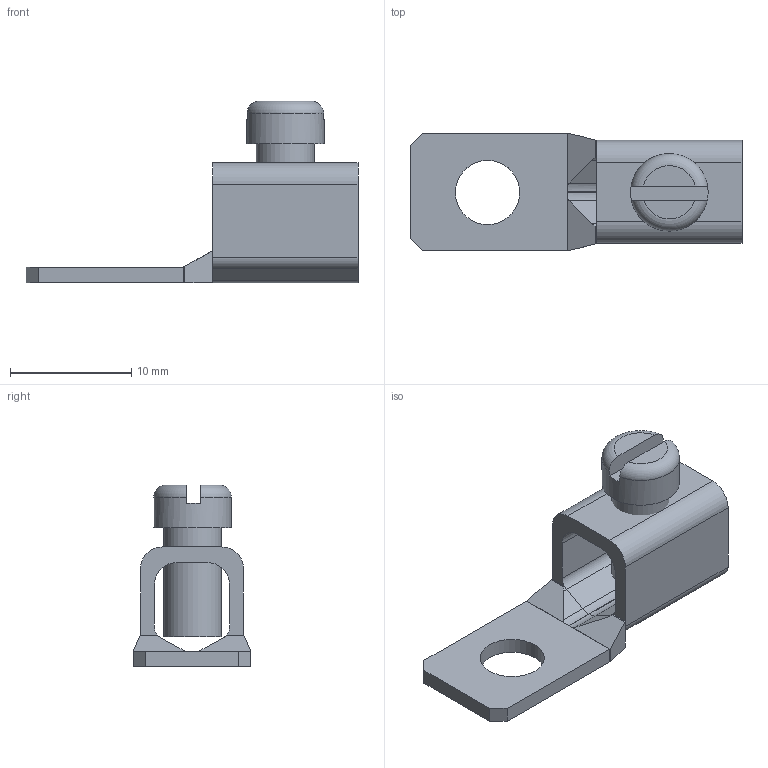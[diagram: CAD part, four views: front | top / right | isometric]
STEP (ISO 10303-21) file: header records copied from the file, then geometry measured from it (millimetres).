
FILE_DESCRIPTION(('FreeCAD Model'),'2;1');
FILE_NAME('Lug.step', '2020-05-03T00:09:06',('Author'),(''), 'Open CASCADE STEP processor 7.3','FreeCAD','Unknown');
FILE_SCHEMA(('AUTOMOTIVE_DESIGN { 1 0 10303 214 1 1 1 1 }'));
Length unit declared in the file: millimetre
Products named in the file (5): Cut001; Cut002; Cut003; Cylinder002; Cut004
Bounding box: 27.4 x 9.7 x 15 mm (x, y, z)
Volume: 889.4 mm3; surface area: 1430.8 mm2
Topology: 5 solids, 5 shells, 65 faces, 165 edges, 110 vertices
Faces by surface type: plane 44, cylinder 19, torus 2
Full cylindrical faces by diameter (mm): 4.762 x1, 5.3 x1, 6.4 x1
Entity records: 4443 total; most frequent: CARTESIAN_POINT 1007, DIRECTION 597, LINE 337, VECTOR 337, ORIENTED_EDGE 330, PCURVE 330, DEFINITIONAL_REPRESENTATION 330, EDGE_CURVE 165
